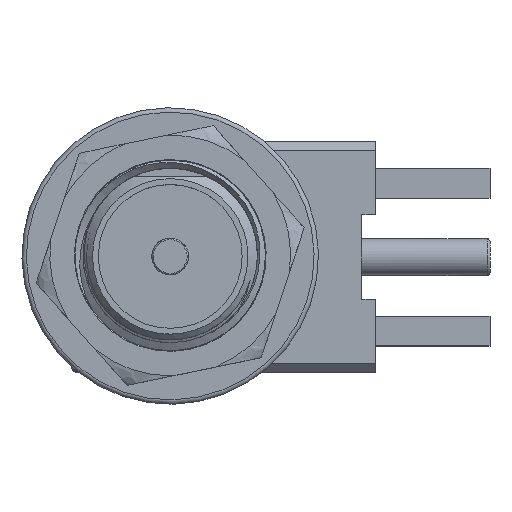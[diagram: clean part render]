
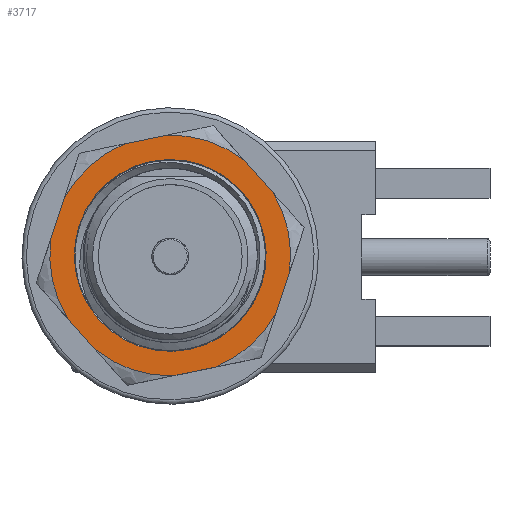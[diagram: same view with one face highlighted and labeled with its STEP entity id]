
A CAD part, top view. The second image highlights one B-rep face of the part: STEP entity #3717.
In plain terms, the highlighted planar face has unit normal (0, 0, 1).
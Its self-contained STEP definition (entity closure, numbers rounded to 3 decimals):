
#415=LINE('',#6501,#690);
#416=LINE('',#6505,#691);
#417=LINE('',#6509,#692);
#418=LINE('',#6513,#693);
#419=LINE('',#6517,#694);
#420=LINE('',#6521,#695);
#690=VECTOR('',#5588,1000.);
#691=VECTOR('',#5591,1000.);
#692=VECTOR('',#5594,1000.);
#693=VECTOR('',#5597,1000.);
#694=VECTOR('',#5600,1000.);
#695=VECTOR('',#5603,1000.);
#1133=ORIENTED_EDGE('',*,*,#2133,.T.);
#1134=ORIENTED_EDGE('',*,*,#2134,.F.);
#1135=ORIENTED_EDGE('',*,*,#2135,.T.);
#1136=ORIENTED_EDGE('',*,*,#2136,.F.);
#1137=ORIENTED_EDGE('',*,*,#2137,.T.);
#1138=ORIENTED_EDGE('',*,*,#2138,.F.);
#1139=ORIENTED_EDGE('',*,*,#2139,.T.);
#1140=ORIENTED_EDGE('',*,*,#2140,.F.);
#1141=ORIENTED_EDGE('',*,*,#2141,.T.);
#1142=ORIENTED_EDGE('',*,*,#2142,.F.);
#1143=ORIENTED_EDGE('',*,*,#2143,.T.);
#1144=ORIENTED_EDGE('',*,*,#2144,.F.);
#1145=ORIENTED_EDGE('',*,*,#2145,.T.);
#2133=EDGE_CURVE('',#2655,#2655,#2991,.F.);
#2134=EDGE_CURVE('',#2656,#2657,#2992,.F.);
#2135=EDGE_CURVE('',#2656,#2658,#415,.T.);
#2136=EDGE_CURVE('',#2659,#2658,#2993,.F.);
#2137=EDGE_CURVE('',#2659,#2660,#416,.T.);
#2138=EDGE_CURVE('',#2661,#2660,#2994,.F.);
#2139=EDGE_CURVE('',#2661,#2662,#417,.T.);
#2140=EDGE_CURVE('',#2663,#2662,#2995,.F.);
#2141=EDGE_CURVE('',#2663,#2664,#418,.T.);
#2142=EDGE_CURVE('',#2665,#2664,#2996,.F.);
#2143=EDGE_CURVE('',#2665,#2666,#419,.T.);
#2144=EDGE_CURVE('',#2667,#2666,#2997,.F.);
#2145=EDGE_CURVE('',#2667,#2657,#420,.T.);
#2655=VERTEX_POINT('',#6497);
#2656=VERTEX_POINT('',#6499);
#2657=VERTEX_POINT('',#6500);
#2658=VERTEX_POINT('',#6502);
#2659=VERTEX_POINT('',#6504);
#2660=VERTEX_POINT('',#6506);
#2661=VERTEX_POINT('',#6508);
#2662=VERTEX_POINT('',#6510);
#2663=VERTEX_POINT('',#6512);
#2664=VERTEX_POINT('',#6514);
#2665=VERTEX_POINT('',#6516);
#2666=VERTEX_POINT('',#6518);
#2667=VERTEX_POINT('',#6520);
#2991=CIRCLE('',#5091,3.3);
#2992=CIRCLE('',#5092,4.142);
#2993=CIRCLE('',#5093,4.142);
#2994=CIRCLE('',#5094,4.142);
#2995=CIRCLE('',#5095,4.142);
#2996=CIRCLE('',#5096,4.142);
#2997=CIRCLE('',#5097,4.142);
#3107=EDGE_LOOP('',(#1133));
#3108=EDGE_LOOP('',(#1134,#1135,#1136,#1137,#1138,#1139,#1140,#1141,#1142,
#1143,#1144,#1145));
#3368=FACE_BOUND('',#3107,.T.);
#3369=FACE_BOUND('',#3108,.T.);
#3602=PLANE('',#5090);
#3717=ADVANCED_FACE('',(#3368,#3369),#3602,.T.);
#5090=AXIS2_PLACEMENT_3D('',#6495,#5582,#5583);
#5091=AXIS2_PLACEMENT_3D('',#6496,#5584,#5585);
#5092=AXIS2_PLACEMENT_3D('',#6498,#5586,#5587);
#5093=AXIS2_PLACEMENT_3D('',#6503,#5589,#5590);
#5094=AXIS2_PLACEMENT_3D('',#6507,#5592,#5593);
#5095=AXIS2_PLACEMENT_3D('',#6511,#5595,#5596);
#5096=AXIS2_PLACEMENT_3D('',#6515,#5598,#5599);
#5097=AXIS2_PLACEMENT_3D('',#6519,#5601,#5602);
#5582=DIRECTION('',(0.,0.,1.));
#5583=DIRECTION('',(0.949,-0.315,0.));
#5584=DIRECTION('',(0.,0.,1.));
#5585=DIRECTION('',(0.949,-0.315,0.));
#5586=DIRECTION('',(0.,0.,1.));
#5587=DIRECTION('',(0.949,-0.315,0.));
#5588=DIRECTION('',(0.315,0.949,0.));
#5589=DIRECTION('',(0.,0.,1.));
#5590=DIRECTION('',(0.949,-0.315,0.));
#5591=DIRECTION('',(-0.665,0.747,0.));
#5592=DIRECTION('',(0.,0.,1.));
#5593=DIRECTION('',(0.949,-0.315,0.));
#5594=DIRECTION('',(-0.979,-0.202,0.));
#5595=DIRECTION('',(0.,0.,1.));
#5596=DIRECTION('',(0.949,-0.315,0.));
#5597=DIRECTION('',(-0.315,-0.949,0.));
#5598=DIRECTION('',(0.,0.,1.));
#5599=DIRECTION('',(0.949,-0.315,0.));
#5600=DIRECTION('',(0.665,-0.747,0.));
#5601=DIRECTION('',(0.,0.,1.));
#5602=DIRECTION('',(0.949,-0.315,0.));
#5603=DIRECTION('',(0.979,0.202,0.));
#6495=CARTESIAN_POINT('',(0.,0.,30.856));
#6496=CARTESIAN_POINT('',(0.,0.,30.856));
#6497=CARTESIAN_POINT('',(3.132,-1.039,30.856));
#6498=CARTESIAN_POINT('',(0.,0.,30.856));
#6499=CARTESIAN_POINT('',(3.633,-1.989,30.856));
#6500=CARTESIAN_POINT('',(1.551,-3.841,30.856));
#6501=CARTESIAN_POINT('',(3.127,-3.516,30.856));
#6502=CARTESIAN_POINT('',(4.102,-0.577,30.856));
#6503=CARTESIAN_POINT('',(0.,0.,30.856));
#6504=CARTESIAN_POINT('',(3.539,2.152,30.856));
#6505=CARTESIAN_POINT('',(4.609,0.95,30.856));
#6506=CARTESIAN_POINT('',(2.551,3.264,30.856));
#6507=CARTESIAN_POINT('',(0.,0.,30.856));
#6508=CARTESIAN_POINT('',(-0.094,4.141,30.856));
#6509=CARTESIAN_POINT('',(1.482,4.466,30.856));
#6510=CARTESIAN_POINT('',(-1.551,3.841,30.856));
#6511=CARTESIAN_POINT('',(0.,0.,30.856));
#6512=CARTESIAN_POINT('',(-3.633,1.989,30.856));
#6513=CARTESIAN_POINT('',(-3.127,3.516,30.856));
#6514=CARTESIAN_POINT('',(-4.102,0.577,30.856));
#6515=CARTESIAN_POINT('',(0.,0.,30.856));
#6516=CARTESIAN_POINT('',(-3.539,-2.152,30.856));
#6517=CARTESIAN_POINT('',(-4.609,-0.95,30.856));
#6518=CARTESIAN_POINT('',(-2.551,-3.264,30.856));
#6519=CARTESIAN_POINT('',(0.,0.,30.856));
#6520=CARTESIAN_POINT('',(0.094,-4.141,30.856));
#6521=CARTESIAN_POINT('',(-1.482,-4.466,30.856));
